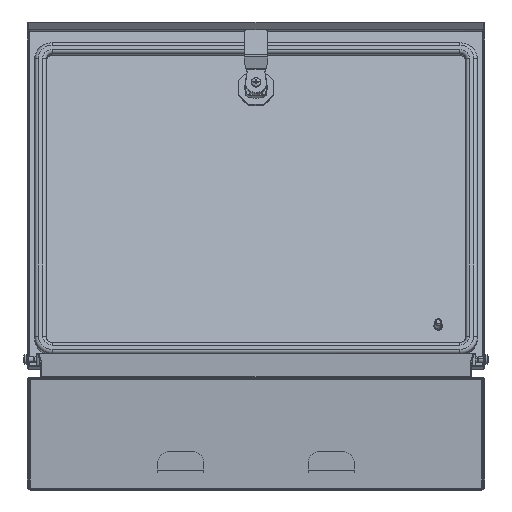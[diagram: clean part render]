
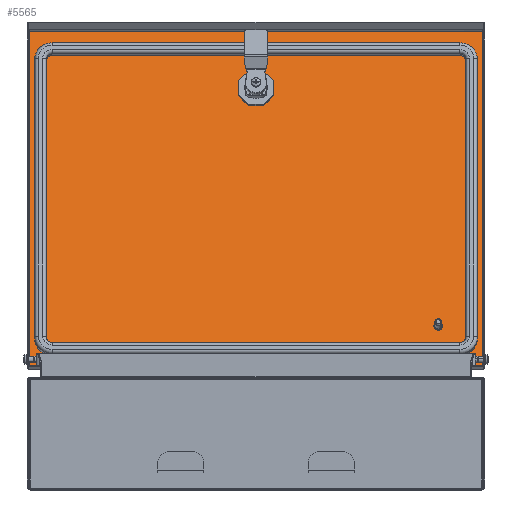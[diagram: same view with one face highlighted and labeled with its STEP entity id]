
A CAD part, left-side view. The second image highlights one B-rep face of the part: STEP entity #5565.
In plain terms, the highlighted face is planar.
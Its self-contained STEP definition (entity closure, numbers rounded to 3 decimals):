
#455 = CARTESIAN_POINT ( 'NONE',  ( 40., -0.7, -355. ) ) ;
#461 = VERTEX_POINT ( 'NONE', #14516 ) ;
#758 = VECTOR ( 'NONE', #1723, 1000. ) ;
#809 = ORIENTED_EDGE ( 'NONE', *, *, #17638, .T. ) ;
#942 = VERTEX_POINT ( 'NONE', #18477 ) ;
#1197 = CARTESIAN_POINT ( 'NONE',  ( 0., -0.7, -187.75 ) ) ;
#1425 = LINE ( 'NONE', #15210, #758 ) ;
#1723 = DIRECTION ( 'NONE',  ( -1., 0., 0. ) ) ;
#2041 = EDGE_LOOP ( 'NONE', ( #14777, #809, #13792, #15118, #11453, #22549, #12486, #25409 ) ) ;
#2179 = DIRECTION ( 'NONE',  ( 0., 0., 1. ) ) ;
#2715 = DIRECTION ( 'NONE',  ( 0., 0., -1. ) ) ;
#2876 = VERTEX_POINT ( 'NONE', #13550 ) ;
#3063 = FACE_OUTER_BOUND ( 'NONE', #16094, .T. ) ;
#3164 = EDGE_CURVE ( 'NONE', #4309, #9510, #4374, .T. ) ;
#3293 = EDGE_CURVE ( 'NONE', #942, #24968, #9520, .T. ) ;
#3599 = LINE ( 'NONE', #20041, #16298 ) ;
#3604 = CARTESIAN_POINT ( 'NONE',  ( 261.5, -0.7, -187.75 ) ) ;
#3997 = VERTEX_POINT ( 'NONE', #17226 ) ;
#4138 = CIRCLE ( 'NONE', #12956, 3.5 ) ;
#4187 = CARTESIAN_POINT ( 'NONE',  ( 40., -0.7, -355.5 ) ) ;
#4309 = VERTEX_POINT ( 'NONE', #14012 ) ;
#4374 = LINE ( 'NONE', #1197, #15633 ) ;
#5109 = ORIENTED_EDGE ( 'NONE', *, *, #26141, .F. ) ;
#5358 = CARTESIAN_POINT ( 'NONE',  ( 249., -0.7, -203.75 ) ) ;
#5565 = ADVANCED_FACE ( 'NONE', ( #15028, #16445, #3063 ), #6214, .F. ) ;
#6214 = PLANE ( 'NONE',  #17721 ) ;
#6620 = EDGE_CURVE ( 'NONE', #7185, #461, #18853, .T. ) ;
#7185 = VERTEX_POINT ( 'NONE', #14424 ) ;
#7639 = DIRECTION ( 'NONE',  ( 0., 0., 1. ) ) ;
#7836 = CARTESIAN_POINT ( 'NONE',  ( 0.877, -0.7, -1.7 ) ) ;
#7837 = CIRCLE ( 'NONE', #11701, 3.5 ) ;
#8003 = CARTESIAN_POINT ( 'NONE',  ( 308.3, -0.7, -393.3 ) ) ;
#8070 = CARTESIAN_POINT ( 'NONE',  ( 261.5, -0.7, -207.25 ) ) ;
#8316 = EDGE_CURVE ( 'NONE', #11738, #3997, #15220, .T. ) ;
#8366 = CARTESIAN_POINT ( 'NONE',  ( 308.3, -0.7, -0.877 ) ) ;
#8833 = DIRECTION ( 'NONE',  ( -1., 0., 0. ) ) ;
#9495 = VECTOR ( 'NONE', #12917, 1000. ) ;
#9510 = VERTEX_POINT ( 'NONE', #3604 ) ;
#9520 = LINE ( 'NONE', #21902, #14796 ) ;
#9821 = EDGE_CURVE ( 'NONE', #9510, #25497, #25375, .T. ) ;
#9990 = DIRECTION ( 'NONE',  ( 0., 1., 0. ) ) ;
#10725 = DIRECTION ( 'NONE',  ( 0., 0., 1. ) ) ;
#11453 = ORIENTED_EDGE ( 'NONE', *, *, #3293, .T. ) ;
#11701 = AXIS2_PLACEMENT_3D ( 'NONE', #26308, #12901, #28535 ) ;
#11738 = VERTEX_POINT ( 'NONE', #4187 ) ;
#11796 = DIRECTION ( 'NONE',  ( 0., 0., 1. ) ) ;
#12153 = VERTEX_POINT ( 'NONE', #21440 ) ;
#12469 = CIRCLE ( 'NONE', #25159, 0.5 ) ;
#12486 = ORIENTED_EDGE ( 'NONE', *, *, #3164, .T. ) ;
#12597 = CARTESIAN_POINT ( 'NONE',  ( 249., -0.7, -207.25 ) ) ;
#12769 = LINE ( 'NONE', #25251, #18057 ) ;
#12901 = DIRECTION ( 'NONE',  ( 0., 1., 0. ) ) ;
#12917 = DIRECTION ( 'NONE',  ( 0., 0., -1. ) ) ;
#12956 = AXIS2_PLACEMENT_3D ( 'NONE', #29078, #15664, #2179 ) ;
#13003 = ORIENTED_EDGE ( 'NONE', *, *, #21876, .F. ) ;
#13012 = DIRECTION ( 'NONE',  ( 0., 0., 1. ) ) ;
#13408 = DIRECTION ( 'NONE',  ( 0., -1., 0. ) ) ;
#13550 = CARTESIAN_POINT ( 'NONE',  ( 265., -0.7, -203.75 ) ) ;
#13567 = ORIENTED_EDGE ( 'NONE', *, *, #15401, .F. ) ;
#13591 = VECTOR ( 'NONE', #23548, 1000. ) ;
#13677 = EDGE_CURVE ( 'NONE', #3997, #11738, #12469, .T. ) ;
#13792 = ORIENTED_EDGE ( 'NONE', *, *, #14304, .T. ) ;
#14012 = CARTESIAN_POINT ( 'NONE',  ( 249., -0.7, -187.75 ) ) ;
#14304 = EDGE_CURVE ( 'NONE', #15226, #26581, #3599, .T. ) ;
#14424 = CARTESIAN_POINT ( 'NONE',  ( 1.7, -0.7, -1.7 ) ) ;
#14516 = CARTESIAN_POINT ( 'NONE',  ( 308.3, -0.7, -1.7 ) ) ;
#14777 = ORIENTED_EDGE ( 'NONE', *, *, #25102, .T. ) ;
#14796 = VECTOR ( 'NONE', #10725, 1000. ) ;
#14929 = AXIS2_PLACEMENT_3D ( 'NONE', #23443, #9990, #25698 ) ;
#15028 = FACE_BOUND ( 'NONE', #22895, .T. ) ;
#15118 = ORIENTED_EDGE ( 'NONE', *, *, #20239, .T. ) ;
#15210 = CARTESIAN_POINT ( 'NONE',  ( 309.123, -0.7, -393.3 ) ) ;
#15220 = CIRCLE ( 'NONE', #18850, 0.5 ) ;
#15226 = VERTEX_POINT ( 'NONE', #8070 ) ;
#15401 = EDGE_CURVE ( 'NONE', #17440, #12153, #1425, .T. ) ;
#15430 = CARTESIAN_POINT ( 'NONE',  ( 265., -0.7, 0. ) ) ;
#15633 = VECTOR ( 'NONE', #28085, 1000. ) ;
#15664 = DIRECTION ( 'NONE',  ( 0., 1., 0. ) ) ;
#15668 = ORIENTED_EDGE ( 'NONE', *, *, #6620, .F. ) ;
#16094 = EDGE_LOOP ( 'NONE', ( #13567, #5109, #15668, #13003 ) ) ;
#16183 = LINE ( 'NONE', #8366, #9495 ) ;
#16190 = DIRECTION ( 'NONE',  ( 0., -1., 0. ) ) ;
#16298 = VECTOR ( 'NONE', #8833, 1000. ) ;
#16445 = FACE_BOUND ( 'NONE', #2041, .T. ) ;
#17226 = CARTESIAN_POINT ( 'NONE',  ( 40., -0.7, -354.5 ) ) ;
#17440 = VERTEX_POINT ( 'NONE', #8003 ) ;
#17638 = EDGE_CURVE ( 'NONE', #2876, #15226, #4138, .T. ) ;
#17721 = AXIS2_PLACEMENT_3D ( 'NONE', #21913, #26430, #13012 ) ;
#18057 = VECTOR ( 'NONE', #11796, 1000. ) ;
#18477 = CARTESIAN_POINT ( 'NONE',  ( 245.5, -0.7, -203.75 ) ) ;
#18713 = VECTOR ( 'NONE', #28840, 1000. ) ;
#18850 = AXIS2_PLACEMENT_3D ( 'NONE', #455, #16190, #2715 ) ;
#18853 = LINE ( 'NONE', #7836, #13591 ) ;
#19384 = CARTESIAN_POINT ( 'NONE',  ( 245.5, -0.7, -191.25 ) ) ;
#20000 = ORIENTED_EDGE ( 'NONE', *, *, #8316, .F. ) ;
#20041 = CARTESIAN_POINT ( 'NONE',  ( 0., -0.7, -207.25 ) ) ;
#20239 = EDGE_CURVE ( 'NONE', #26581, #942, #20532, .T. ) ;
#20532 = CIRCLE ( 'NONE', #25024, 3.5 ) ;
#21068 = DIRECTION ( 'NONE',  ( 0., 1., 0. ) ) ;
#21440 = CARTESIAN_POINT ( 'NONE',  ( 1.7, -0.7, -393.3 ) ) ;
#21579 = EDGE_CURVE ( 'NONE', #24968, #4309, #7837, .T. ) ;
#21876 = EDGE_CURVE ( 'NONE', #12153, #7185, #12769, .T. ) ;
#21902 = CARTESIAN_POINT ( 'NONE',  ( 245.5, -0.7, 0. ) ) ;
#21913 = CARTESIAN_POINT ( 'NONE',  ( 0., -0.7, 0. ) ) ;
#22549 = ORIENTED_EDGE ( 'NONE', *, *, #21579, .T. ) ;
#22895 = EDGE_LOOP ( 'NONE', ( #20000, #24543 ) ) ;
#23443 = CARTESIAN_POINT ( 'NONE',  ( 261.5, -0.7, -191.25 ) ) ;
#23548 = DIRECTION ( 'NONE',  ( 1., 0., 0. ) ) ;
#24543 = ORIENTED_EDGE ( 'NONE', *, *, #13677, .F. ) ;
#24655 = LINE ( 'NONE', #15430, #18713 ) ;
#24968 = VERTEX_POINT ( 'NONE', #19384 ) ;
#25024 = AXIS2_PLACEMENT_3D ( 'NONE', #5358, #21068, #7639 ) ;
#25102 = EDGE_CURVE ( 'NONE', #25497, #2876, #24655, .T. ) ;
#25159 = AXIS2_PLACEMENT_3D ( 'NONE', #26802, #13408, #29061 ) ;
#25251 = CARTESIAN_POINT ( 'NONE',  ( 1.7, -0.7, -394.123 ) ) ;
#25375 = CIRCLE ( 'NONE', #14929, 3.5 ) ;
#25409 = ORIENTED_EDGE ( 'NONE', *, *, #9821, .T. ) ;
#25497 = VERTEX_POINT ( 'NONE', #28591 ) ;
#25698 = DIRECTION ( 'NONE',  ( 0., 0., 1. ) ) ;
#26141 = EDGE_CURVE ( 'NONE', #461, #17440, #16183, .T. ) ;
#26308 = CARTESIAN_POINT ( 'NONE',  ( 249., -0.7, -191.25 ) ) ;
#26430 = DIRECTION ( 'NONE',  ( 0., 1., 0. ) ) ;
#26581 = VERTEX_POINT ( 'NONE', #12597 ) ;
#26802 = CARTESIAN_POINT ( 'NONE',  ( 40., -0.7, -355. ) ) ;
#28085 = DIRECTION ( 'NONE',  ( 1., 0., 0. ) ) ;
#28535 = DIRECTION ( 'NONE',  ( 0., 0., 1. ) ) ;
#28591 = CARTESIAN_POINT ( 'NONE',  ( 265., -0.7, -191.25 ) ) ;
#28840 = DIRECTION ( 'NONE',  ( 0., 0., -1. ) ) ;
#29061 = DIRECTION ( 'NONE',  ( 0., 0., -1. ) ) ;
#29078 = CARTESIAN_POINT ( 'NONE',  ( 261.5, -0.7, -203.75 ) ) ;
